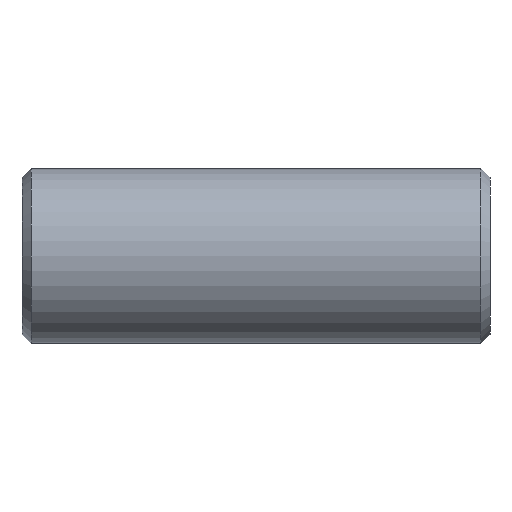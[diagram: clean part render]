
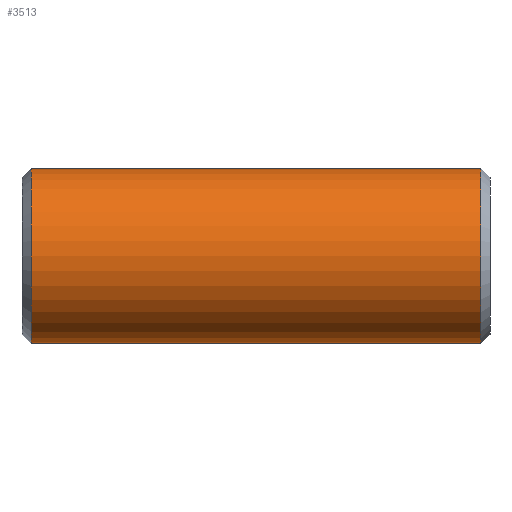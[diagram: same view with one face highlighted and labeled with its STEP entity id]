
A CAD part, left-side view. The second image highlights one B-rep face of the part: STEP entity #3513.
In plain terms, the highlighted cylindrical face has radius 9.5 mm (diameter 19 mm), a partial arc.
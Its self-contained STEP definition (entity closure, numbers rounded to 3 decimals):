
#37 = AXIS2_PLACEMENT_3D ( 'NONE', #60, #1657, #4963 ) ;
#60 = CARTESIAN_POINT ( 'NONE',  ( 0., 49.8, 0. ) ) ;
#176 = EDGE_LOOP ( 'NONE', ( #9986, #7005, #1658, #8818 ) ) ;
#1014 = CARTESIAN_POINT ( 'NONE',  ( 0., 1., 9.5 ) ) ;
#1348 = CARTESIAN_POINT ( 'NONE',  ( 0., -8.49, -9.5 ) ) ;
#1657 = DIRECTION ( 'NONE',  ( 0., -1., 0. ) ) ;
#1658 = ORIENTED_EDGE ( 'NONE', *, *, #5096, .T. ) ;
#1991 = VECTOR ( 'NONE', #8338, 1000. ) ;
#2264 = CARTESIAN_POINT ( 'NONE',  ( 0., 1., 0. ) ) ;
#2338 = EDGE_CURVE ( 'NONE', #7043, #2442, #8772, .T. ) ;
#2442 = VERTEX_POINT ( 'NONE', #4345 ) ;
#3091 = DIRECTION ( 'NONE',  ( 0., 0., -1. ) ) ;
#3274 = CARTESIAN_POINT ( 'NONE',  ( 0., -8.49, 0. ) ) ;
#3397 = CARTESIAN_POINT ( 'NONE',  ( 0., -8.49, 9.5 ) ) ;
#3513 = ADVANCED_FACE ( 'NONE', ( #7860 ), #9514, .T. ) ;
#3843 = VERTEX_POINT ( 'NONE', #1014 ) ;
#4345 = CARTESIAN_POINT ( 'NONE',  ( 0., 49.8, -9.5 ) ) ;
#4638 = EDGE_CURVE ( 'NONE', #3843, #8715, #5295, .T. ) ;
#4891 = EDGE_CURVE ( 'NONE', #7043, #3843, #8361, .T. ) ;
#4963 = DIRECTION ( 'NONE',  ( 0., 0., -1. ) ) ;
#5096 = EDGE_CURVE ( 'NONE', #2442, #8715, #9248, .T. ) ;
#5295 = CIRCLE ( 'NONE', #10179, 9.5 ) ;
#7005 = ORIENTED_EDGE ( 'NONE', *, *, #2338, .T. ) ;
#7043 = VERTEX_POINT ( 'NONE', #9580 ) ;
#7220 = VECTOR ( 'NONE', #7859, 1000. ) ;
#7859 = DIRECTION ( 'NONE',  ( 0., -1., 0. ) ) ;
#7860 = FACE_OUTER_BOUND ( 'NONE', #176, .T. ) ;
#8027 = DIRECTION ( 'NONE',  ( 0., -1., 0. ) ) ;
#8338 = DIRECTION ( 'NONE',  ( 0., -1., 0. ) ) ;
#8361 = LINE ( 'NONE', #3397, #1991 ) ;
#8680 = AXIS2_PLACEMENT_3D ( 'NONE', #3274, #9632, #10477 ) ;
#8715 = VERTEX_POINT ( 'NONE', #9710 ) ;
#8772 = CIRCLE ( 'NONE', #37, 9.5 ) ;
#8818 = ORIENTED_EDGE ( 'NONE', *, *, #4638, .F. ) ;
#9248 = LINE ( 'NONE', #1348, #7220 ) ;
#9514 = CYLINDRICAL_SURFACE ( 'NONE', #8680, 9.5 ) ;
#9580 = CARTESIAN_POINT ( 'NONE',  ( 0., 49.8, 9.5 ) ) ;
#9632 = DIRECTION ( 'NONE',  ( 0., -1., 0. ) ) ;
#9710 = CARTESIAN_POINT ( 'NONE',  ( 0., 1., -9.5 ) ) ;
#9986 = ORIENTED_EDGE ( 'NONE', *, *, #4891, .F. ) ;
#10179 = AXIS2_PLACEMENT_3D ( 'NONE', #2264, #8027, #3091 ) ;
#10477 = DIRECTION ( 'NONE',  ( 0., 0., -1. ) ) ;
